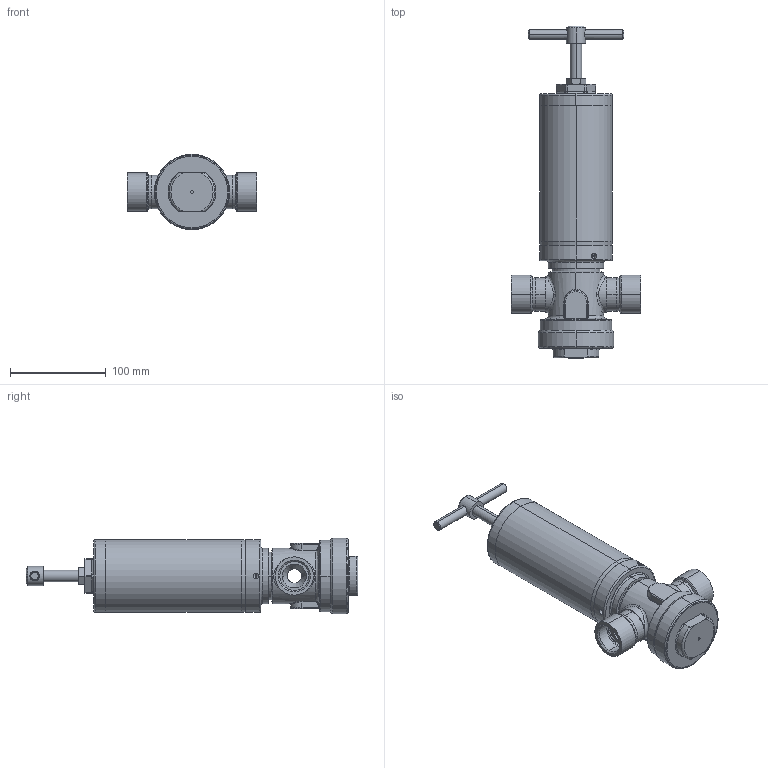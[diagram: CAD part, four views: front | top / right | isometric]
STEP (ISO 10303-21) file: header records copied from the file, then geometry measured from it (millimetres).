
FILE_DESCRIPTION (( 'STEP AP203' ), '1' );
FILE_NAME ('Typ 80 BG I.STEP', '2017-08-07T13:29:26', ( '' ), ( '' ), 'SwSTEP 2.0', 'SolidWorks 2016', '' );
FILE_SCHEMA (( 'CONFIG_CONTROL_DESIGN' ));
Length unit declared in the file: millimetre
Products named in the file (1): Typ 80 BG I
Bounding box: 135 x 346.87 x 79 mm (x, y, z)
Volume: 399181.9 mm3; surface area: 179462 mm2
Topology: 9 solids, 9 shells, 394 faces, 863 edges, 504 vertices
Faces by surface type: cylinder 148, cone 91, torus 68, plane 59, bspline 28
Entity records: 14001 total; most frequent: CARTESIAN_POINT 5320, DIRECTION 1928, ORIENTED_EDGE 1714, EDGE_CURVE 857, AXIS2_PLACEMENT_3D 838, VERTEX_POINT 504, CIRCLE 471, EDGE_LOOP 437
